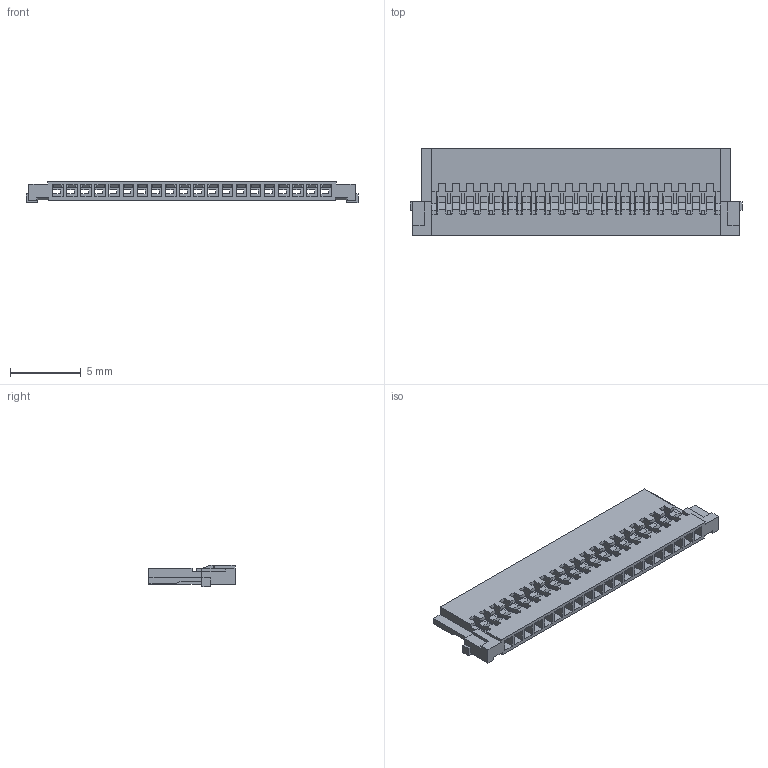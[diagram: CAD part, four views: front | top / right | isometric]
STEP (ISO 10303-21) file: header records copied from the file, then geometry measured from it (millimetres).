
FILE_DESCRIPTION(('OneSpaceDesigner STEP Export'),'2;1');
FILE_NAME('DF19-20S-1C.stp','2007-08-30T11:05:53',(''),(''),'OneSpace Designer STEP processor for AP214 (Solid Model)','OneSpace Modeling 15.00A 14-Mar-2007 (C) CoCreate Software GmbH','');
FILE_SCHEMA(('AUTOMOTIVE_DESIGN { 1 0 10303 214 1 1 1 1 }'));
Length unit declared in the file: millimetre
Products named in the file (1): DF19-20S-1C
Bounding box: 23.5 x 6.1 x 1.5 mm (x, y, z)
Volume: 89.7 mm3; surface area: 685.1 mm2
Topology: 1 solids, 1 shells, 652 faces, 1866 edges, 1176 vertices
Faces by surface type: plane 612, cylinder 40
Entity records: 20138 total; most frequent: ORIENTED_EDGE 3732, CARTESIAN_POINT 3551, DIRECTION 3002, EDGE_CURVE 1866, VECTOR 1748, LINE 1748, VERTEX_POINT 1176, EDGE_LOOP 692
